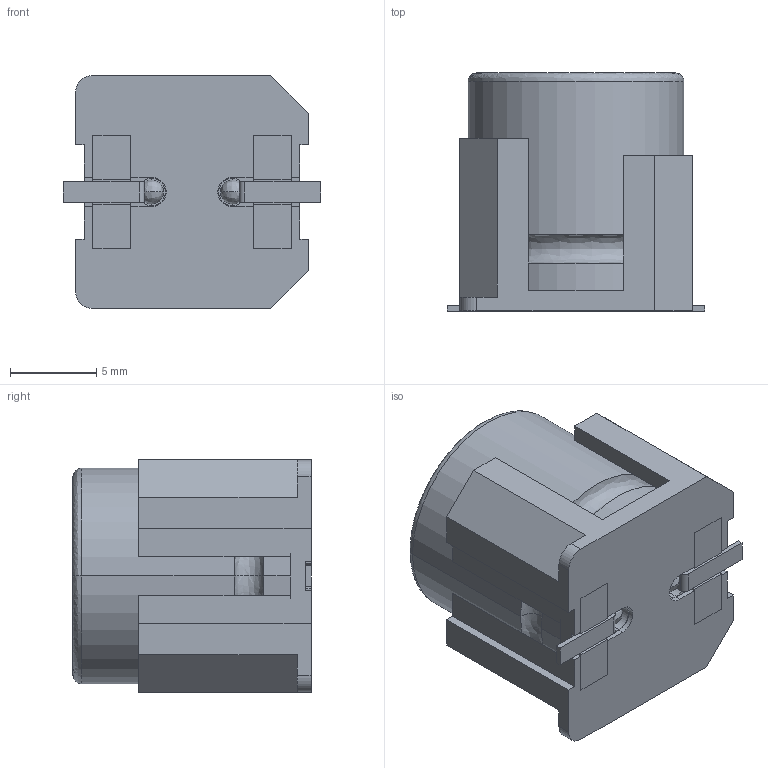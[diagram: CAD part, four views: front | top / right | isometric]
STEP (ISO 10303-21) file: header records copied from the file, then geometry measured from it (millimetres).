
FILE_DESCRIPTION (( 'STEP AP214' ), '1' );
FILE_NAME ('EEVTG2A470V.STEP', '2021-07-07T16:53:42', ( '' ), ( '' ), 'SwSTEP 2.0', 'SolidWorks 2017', '' );
FILE_SCHEMA (( 'AUTOMOTIVE_DESIGN' ));
Length unit declared in the file: millimetre
Products named in the file (1): EEVTG2A470V
Bounding box: 14.9 x 13.8 x 13.5 mm (x, y, z)
Volume: 1984.4 mm3; surface area: 1816.3 mm2
Topology: 6 solids, 6 shells, 143 faces, 382 edges, 248 vertices
Faces by surface type: plane 113, cylinder 22, bspline 8
Entity records: 6150 total; most frequent: CARTESIAN_POINT 920, ORIENTED_EDGE 756, DIRECTION 710, EDGE_CURVE 378, VECTOR 314, LINE 314, VERTEX_POINT 248, AXIS2_PLACEMENT_3D 198
